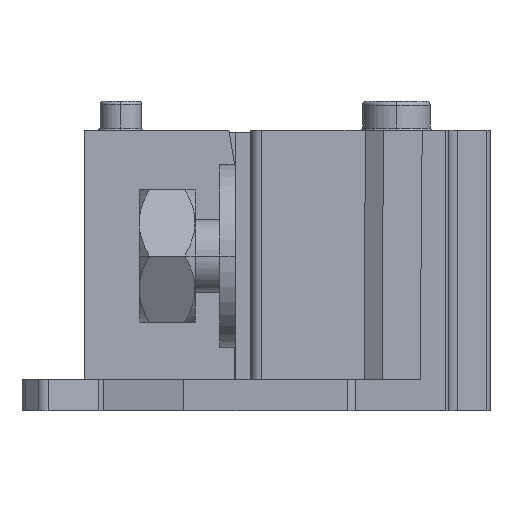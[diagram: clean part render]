
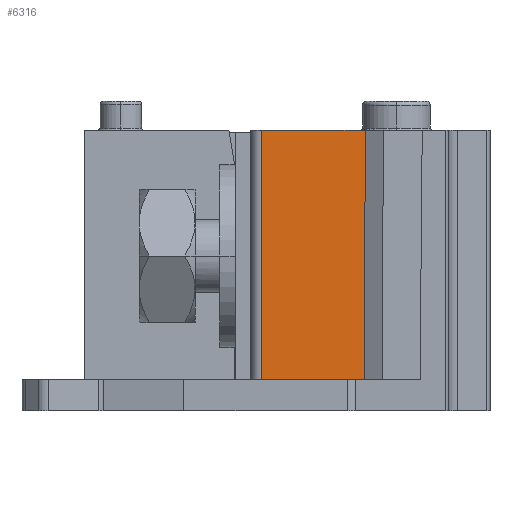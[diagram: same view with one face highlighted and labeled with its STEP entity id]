
A CAD part, left-side view. The second image highlights one B-rep face of the part: STEP entity #6316.
In plain terms, the highlighted planar face has unit normal (-1, 0, 0.011).
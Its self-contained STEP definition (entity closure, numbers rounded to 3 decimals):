
#447=CARTESIAN_POINT('',(-27.251,-23.,-24.));
#1055=DIRECTION('',(0.,1.,0.));
#1056=VECTOR('',#1055,10.);
#1057=CARTESIAN_POINT('',(-27.,-33.,0.));
#1058=LINE('',#1057,#1056);
#1133=DIRECTION('',(-0.01,0.,-1.));
#1134=VECTOR('',#1133,24.001);
#1135=CARTESIAN_POINT('',(-27.,-23.,0.));
#1136=LINE('',#1135,#1134);
#1137=DIRECTION('',(0.,1.,0.));
#1138=VECTOR('',#1137,9.933);
#1139=CARTESIAN_POINT('',(-27.251,-32.933,-24.));
#1140=LINE('',#1139,#1138);
#1141=DIRECTION('',(0.01,-0.003,1.));
#1142=VECTOR('',#1141,24.001);
#1143=CARTESIAN_POINT('',(-27.251,-32.933,-24.));
#1144=LINE('',#1143,#1142);
#4776=CARTESIAN_POINT('',(-27.,-33.,0.));
#4777=VERTEX_POINT('',#4776);
#4778=CARTESIAN_POINT('',(-27.,-23.,0.));
#4779=VERTEX_POINT('',#4778);
#4931=VERTEX_POINT('',#447);
#4932=CARTESIAN_POINT('',(-27.251,-32.933,-24.));
#4933=VERTEX_POINT('',#4932);
#6304=CARTESIAN_POINT('',(-27.,-35.08,0.));
#6305=DIRECTION('',(1.,0.,-0.01));
#6306=DIRECTION('',(0.,-1.,0.));
#6307=AXIS2_PLACEMENT_3D('',#6304,#6305,#6306);
#6308=PLANE('',#6307);
#6309=ORIENTED_EDGE('',*,*,#6211,.F.);
#6311=ORIENTED_EDGE('',*,*,#6310,.F.);
#6312=ORIENTED_EDGE('',*,*,#5830,.T.);
#6313=ORIENTED_EDGE('',*,*,#6299,.F.);
#6314=EDGE_LOOP('',(#6309,#6311,#6312,#6313));
#6315=FACE_OUTER_BOUND('',#6314,.F.);
#6316=ADVANCED_FACE('',(#6315),#6308,.F.);
#5830=EDGE_CURVE('',#4933,#4931,#1140,.T.);
#6211=EDGE_CURVE('',#4777,#4779,#1058,.T.);
#6299=EDGE_CURVE('',#4779,#4931,#1136,.T.);
#6310=EDGE_CURVE('',#4933,#4777,#1144,.T.);
